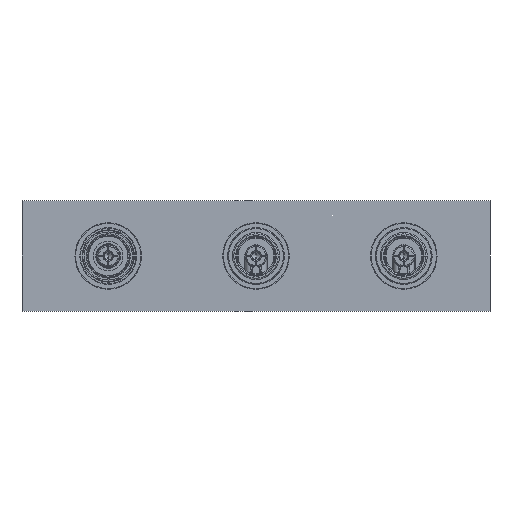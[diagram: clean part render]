
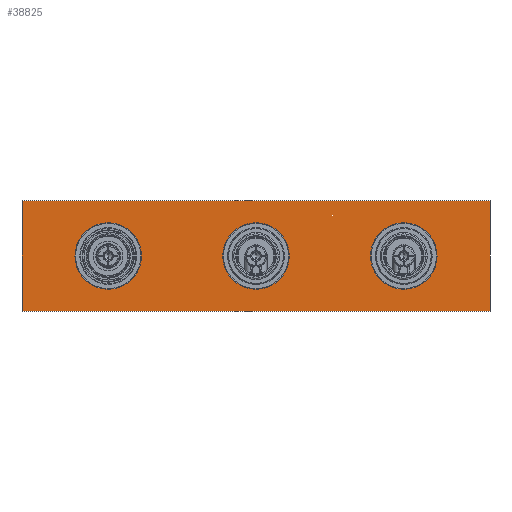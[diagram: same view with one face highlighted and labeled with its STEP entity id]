
A CAD part, front view. The second image highlights one B-rep face of the part: STEP entity #38825.
In plain terms, the highlighted planar face has unit normal (0, -1, 0).
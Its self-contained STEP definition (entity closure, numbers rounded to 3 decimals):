
#38620=CARTESIAN_POINT('',(0.,0.,0.));
#38621=DIRECTION('',(0.,-1.,0.));
#38622=DIRECTION('',(1.,0.,0.));
#38623=AXIS2_PLACEMENT_3D('',#38620,#38621,#38622);
#38625=CARTESIAN_POINT('',(0.,0.,0.));
#38626=DIRECTION('',(0.,-1.,0.));
#38627=DIRECTION('',(-1.,0.,0.));
#38628=AXIS2_PLACEMENT_3D('',#38625,#38626,#38627);
#38630=CARTESIAN_POINT('',(120.,0.,0.));
#38631=DIRECTION('',(0.,-1.,0.));
#38632=DIRECTION('',(1.,0.,0.));
#38633=AXIS2_PLACEMENT_3D('',#38630,#38631,#38632);
#38635=CARTESIAN_POINT('',(120.,0.,0.));
#38636=DIRECTION('',(0.,-1.,0.));
#38637=DIRECTION('',(-1.,0.,0.));
#38638=AXIS2_PLACEMENT_3D('',#38635,#38636,#38637);
#38640=CARTESIAN_POINT('',(-120.,0.,0.));
#38641=DIRECTION('',(0.,-1.,0.));
#38642=DIRECTION('',(1.,0.,0.));
#38643=AXIS2_PLACEMENT_3D('',#38640,#38641,#38642);
#38645=CARTESIAN_POINT('',(-120.,0.,0.));
#38646=DIRECTION('',(0.,-1.,0.));
#38647=DIRECTION('',(-1.,0.,0.));
#38648=AXIS2_PLACEMENT_3D('',#38645,#38646,#38647);
#38650=DIRECTION('',(1.,0.,0.));
#38651=VECTOR('',#38650,380.);
#38652=CARTESIAN_POINT('',(-190.,0.,45.));
#38653=LINE('',#38652,#38651);
#38654=DIRECTION('',(0.,0.,-1.));
#38655=VECTOR('',#38654,90.);
#38656=CARTESIAN_POINT('',(190.,0.,45.));
#38657=LINE('',#38656,#38655);
#38658=DIRECTION('',(-1.,0.,0.));
#38659=VECTOR('',#38658,380.);
#38660=CARTESIAN_POINT('',(190.,0.,-45.));
#38661=LINE('',#38660,#38659);
#38662=DIRECTION('',(0.,0.,1.));
#38663=VECTOR('',#38662,90.);
#38664=CARTESIAN_POINT('',(-190.,0.,-45.));
#38665=LINE('',#38664,#38663);
#38752=CARTESIAN_POINT('',(27.,0.,0.));
#38753=CARTESIAN_POINT('',(-27.,0.,0.));
#38754=VERTEX_POINT('',#38752);
#38755=VERTEX_POINT('',#38753);
#38756=CARTESIAN_POINT('',(147.,0.,0.));
#38757=CARTESIAN_POINT('',(93.,0.,0.));
#38758=VERTEX_POINT('',#38756);
#38759=VERTEX_POINT('',#38757);
#38760=CARTESIAN_POINT('',(-190.,0.,45.));
#38761=CARTESIAN_POINT('',(190.,0.,45.));
#38762=VERTEX_POINT('',#38760);
#38763=VERTEX_POINT('',#38761);
#38764=CARTESIAN_POINT('',(190.,0.,-45.));
#38765=VERTEX_POINT('',#38764);
#38766=CARTESIAN_POINT('',(-190.,0.,-45.));
#38767=VERTEX_POINT('',#38766);
#38784=CARTESIAN_POINT('',(-93.,0.,0.));
#38785=CARTESIAN_POINT('',(-147.,0.,0.));
#38786=VERTEX_POINT('',#38784);
#38787=VERTEX_POINT('',#38785);
#38792=CARTESIAN_POINT('',(0.,0.,0.));
#38793=DIRECTION('',(0.,1.,0.));
#38794=DIRECTION('',(1.,0.,0.));
#38795=AXIS2_PLACEMENT_3D('',#38792,#38793,#38794);
#38796=PLANE('',#38795);
#38798=ORIENTED_EDGE('',*,*,#38797,.T.);
#38800=ORIENTED_EDGE('',*,*,#38799,.T.);
#38802=ORIENTED_EDGE('',*,*,#38801,.T.);
#38804=ORIENTED_EDGE('',*,*,#38803,.T.);
#38805=EDGE_LOOP('',(#38798,#38800,#38802,#38804));
#38806=FACE_OUTER_BOUND('',#38805,.F.);
#38808=ORIENTED_EDGE('',*,*,#38807,.T.);
#38810=ORIENTED_EDGE('',*,*,#38809,.T.);
#38811=EDGE_LOOP('',(#38808,#38810));
#38812=FACE_BOUND('',#38811,.F.);
#38814=ORIENTED_EDGE('',*,*,#38813,.T.);
#38816=ORIENTED_EDGE('',*,*,#38815,.T.);
#38817=EDGE_LOOP('',(#38814,#38816));
#38818=FACE_BOUND('',#38817,.F.);
#38820=ORIENTED_EDGE('',*,*,#38819,.T.);
#38822=ORIENTED_EDGE('',*,*,#38821,.T.);
#38823=EDGE_LOOP('',(#38820,#38822));
#38824=FACE_BOUND('',#38823,.F.);
#38825=ADVANCED_FACE('',(#38806,#38812,#38818,#38824),#38796,.F.);
#38624=CIRCLE('',#38623,27.);
#38629=CIRCLE('',#38628,27.);
#38634=CIRCLE('',#38633,27.);
#38639=CIRCLE('',#38638,27.);
#38644=CIRCLE('',#38643,27.);
#38649=CIRCLE('',#38648,27.);
#38797=EDGE_CURVE('',#38762,#38763,#38653,.T.);
#38799=EDGE_CURVE('',#38763,#38765,#38657,.T.);
#38801=EDGE_CURVE('',#38765,#38767,#38661,.T.);
#38803=EDGE_CURVE('',#38767,#38762,#38665,.T.);
#38807=EDGE_CURVE('',#38754,#38755,#38624,.T.);
#38809=EDGE_CURVE('',#38755,#38754,#38629,.T.);
#38813=EDGE_CURVE('',#38758,#38759,#38634,.T.);
#38815=EDGE_CURVE('',#38759,#38758,#38639,.T.);
#38819=EDGE_CURVE('',#38786,#38787,#38644,.T.);
#38821=EDGE_CURVE('',#38787,#38786,#38649,.T.);
